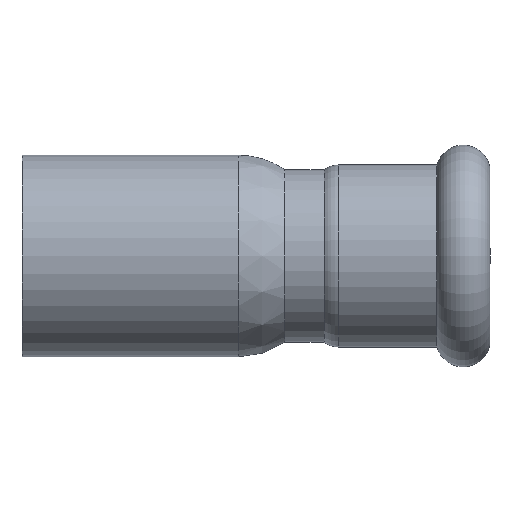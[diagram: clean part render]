
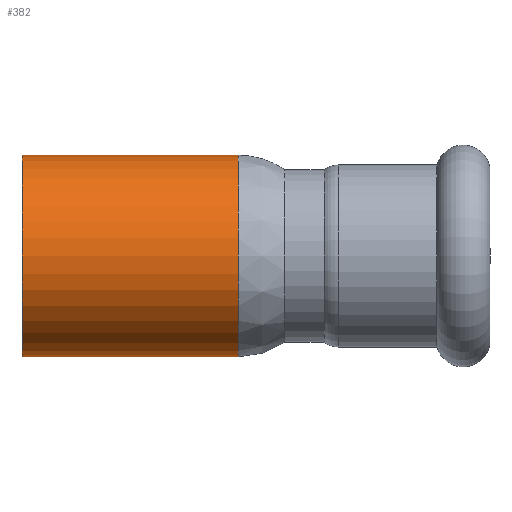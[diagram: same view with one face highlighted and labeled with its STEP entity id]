
A CAD part, front view. The second image highlights one B-rep face of the part: STEP entity #382.
In plain terms, the highlighted cylindrical face has radius 14 mm (diameter 28 mm), a full revolution.
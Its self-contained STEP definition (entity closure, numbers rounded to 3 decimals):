
#23=LINE('',#727,#32);
#32=VECTOR('',#559,14.);
#41=CYLINDRICAL_SURFACE('',#446,14.);
#52=FACE_OUTER_BOUND('',#69,.T.);
#69=EDGE_LOOP('',(#290,#291,#292,#293,#294,#295,#296));
#109=CIRCLE('',#447,14.);
#110=CIRCLE('',#448,14.);
#111=CIRCLE('',#449,14.);
#112=CIRCLE('',#450,14.);
#113=CIRCLE('',#451,14.);
#160=VERTEX_POINT('',#721);
#161=VERTEX_POINT('',#722);
#162=VERTEX_POINT('',#724);
#163=VERTEX_POINT('',#726);
#164=VERTEX_POINT('',#728);
#213=EDGE_CURVE('',#160,#161,#109,.T.);
#214=EDGE_CURVE('',#162,#160,#110,.T.);
#215=EDGE_CURVE('',#162,#163,#23,.T.);
#216=EDGE_CURVE('',#163,#164,#111,.T.);
#217=EDGE_CURVE('',#164,#163,#112,.T.);
#218=EDGE_CURVE('',#161,#162,#113,.T.);
#290=ORIENTED_EDGE('',*,*,#213,.F.);
#291=ORIENTED_EDGE('',*,*,#214,.F.);
#292=ORIENTED_EDGE('',*,*,#215,.T.);
#293=ORIENTED_EDGE('',*,*,#216,.T.);
#294=ORIENTED_EDGE('',*,*,#217,.T.);
#295=ORIENTED_EDGE('',*,*,#215,.F.);
#296=ORIENTED_EDGE('',*,*,#218,.F.);
#382=ADVANCED_FACE('',(#52),#41,.T.);
#446=AXIS2_PLACEMENT_3D('',#720,#553,#554);
#447=AXIS2_PLACEMENT_3D('',#723,#555,#556);
#448=AXIS2_PLACEMENT_3D('',#725,#557,#558);
#449=AXIS2_PLACEMENT_3D('',#729,#560,#561);
#450=AXIS2_PLACEMENT_3D('',#730,#562,#563);
#451=AXIS2_PLACEMENT_3D('',#731,#564,#565);
#553=DIRECTION('center_axis',(1.,0.,0.));
#554=DIRECTION('ref_axis',(0.,1.,0.));
#555=DIRECTION('center_axis',(1.,0.,0.));
#556=DIRECTION('ref_axis',(0.,0.,-1.));
#557=DIRECTION('center_axis',(1.,0.,0.));
#558=DIRECTION('ref_axis',(0.,0.,-1.));
#559=DIRECTION('',(-1.,0.,0.));
#560=DIRECTION('center_axis',(1.,0.,0.));
#561=DIRECTION('ref_axis',(0.,0.,-1.));
#562=DIRECTION('center_axis',(1.,0.,0.));
#563=DIRECTION('ref_axis',(0.,0.,-1.));
#564=DIRECTION('center_axis',(1.,0.,0.));
#565=DIRECTION('ref_axis',(0.,0.,-1.));
#720=CARTESIAN_POINT('Origin',(-50.,0.,0.));
#721=CARTESIAN_POINT('',(-35.,14.,0.));
#722=CARTESIAN_POINT('',(-35.,0.,14.));
#723=CARTESIAN_POINT('Origin',(-35.,0.,0.));
#724=CARTESIAN_POINT('',(-35.,-14.,0.));
#725=CARTESIAN_POINT('Origin',(-35.,0.,0.));
#726=CARTESIAN_POINT('',(-65.,-14.,0.));
#727=CARTESIAN_POINT('',(-50.,-14.,0.));
#728=CARTESIAN_POINT('',(-65.,14.,0.));
#729=CARTESIAN_POINT('Origin',(-65.,0.,0.));
#730=CARTESIAN_POINT('Origin',(-65.,0.,0.));
#731=CARTESIAN_POINT('Origin',(-35.,0.,0.));
